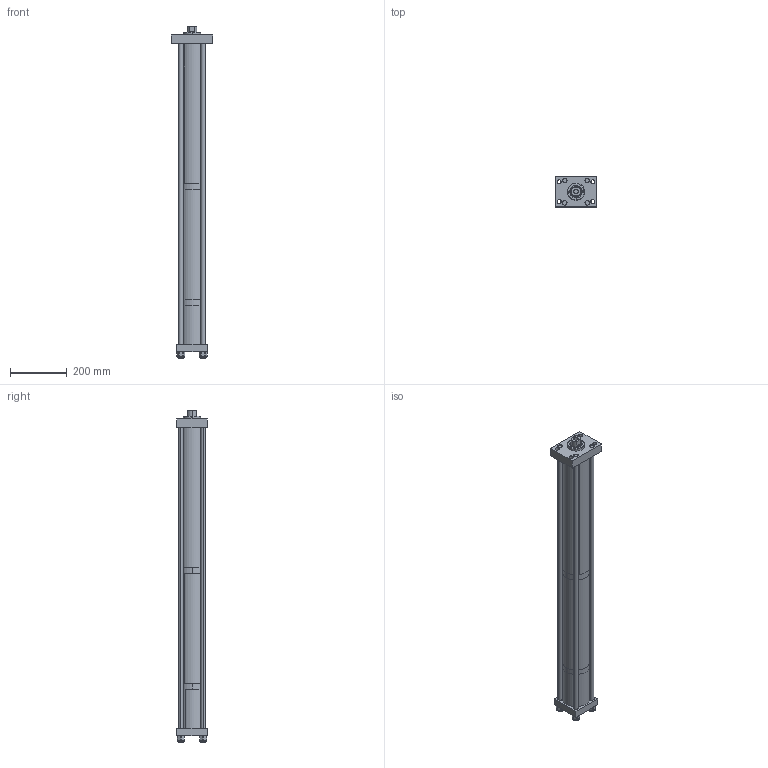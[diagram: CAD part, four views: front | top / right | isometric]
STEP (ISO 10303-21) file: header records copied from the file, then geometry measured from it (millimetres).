
FILE_DESCRIPTION (( 'STEP AP203' ), '1' );
FILE_NAME ('HPI-4-8.00-.25-FH-2020.STEP', '2020-04-17T19:54:30', ( '' ), ( '' ), 'SwSTEP 2.0', 'SolidWorks 2018', '' );
FILE_SCHEMA (( 'CONFIG_CONTROL_DESIGN' ));
Length unit declared in the file: inch
Products named in the file (12): E0404; E0413; G0410; E0464; EI0414_.25; HPI-4-8.00-.25-FH-2020; EI0405_8.0-.50; F0403; E0411_8.0; E0418_8.00-.25(44.828"); NLN .625; E0401_Work Rod HPI-4-2-.25
Assembly tree (17 placements, depth 2):
  HPI-4-8.00-.25-FH-2020
    E0404
    F0403
    E0401_Work Rod HPI-4-2-.25
    G0410
    E0413
    E0464
    NLN .625  x4
    EI0414_.25
    EI0405_8.0-.50
    E0411_8.0
    E0418_8.00-.25(44.828")  x4
Bounding box: 146.05 x 107.95 x 1173.56 mm (x, y, z)
Volume: 3911872.8 mm3; surface area: 1026789.9 mm2
Topology: 18 solids, 18 shells, 349 faces, 801 edges, 505 vertices
Faces by surface type: cylinder 180, plane 132, cone 37
Entity records: 9597 total; most frequent: CARTESIAN_POINT 1809, DIRECTION 1465, ORIENTED_EDGE 1194, AXIS2_PLACEMENT_3D 603, EDGE_CURVE 597, VERTEX_POINT 385, EDGE_LOOP 344, CIRCLE 318
